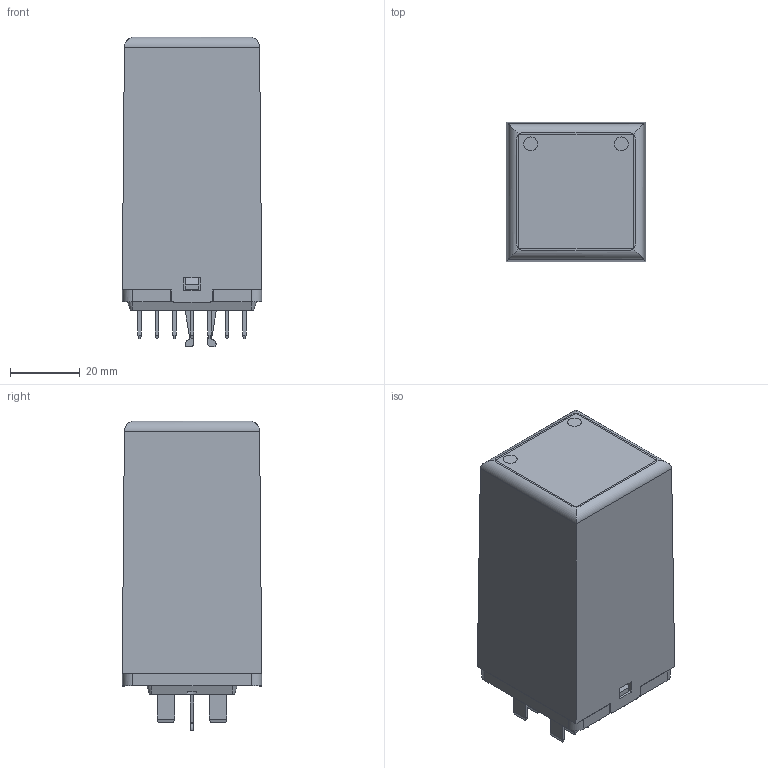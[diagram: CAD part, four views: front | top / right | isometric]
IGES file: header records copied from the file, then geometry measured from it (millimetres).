
Global section: file name: No Iges File Name specified; native system: Autodesk Inventor 2011; preprocessor: AutoDesk Inventor Iges Exporter R2011; author: oey; date: 20110308.130437; units: millimetre
Bounding box: 40 x 40.06 x 88.85 mm (x, y, z)
Volume: 29390.1 mm3; surface area: 35738.7 mm2
Topology: 1 solids, 1 shells, 1509 faces, 4308 edges, 2742 vertices
Faces by surface type: plane 775, bspline 395, cylinder 163, revolution 142, sphere 28, cone 4, torus 2
